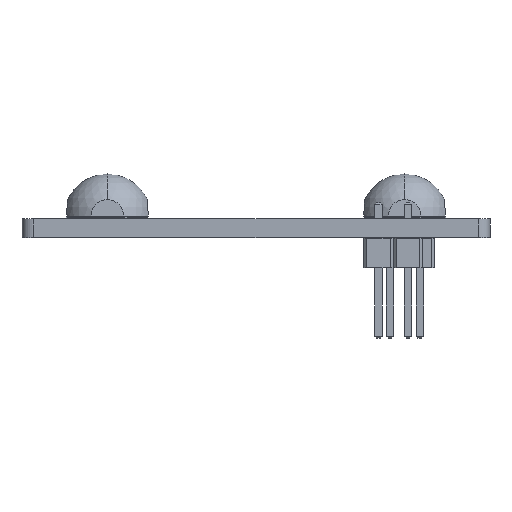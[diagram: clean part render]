
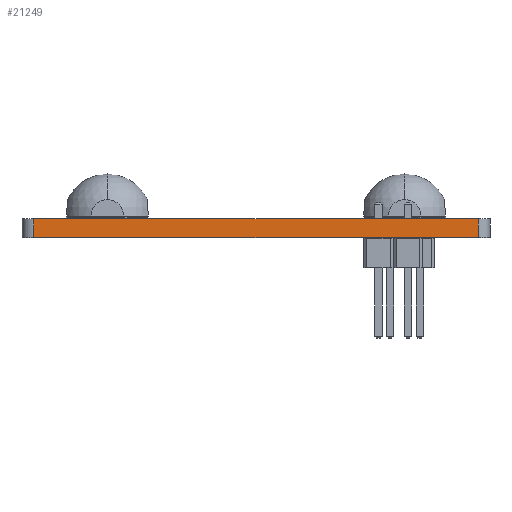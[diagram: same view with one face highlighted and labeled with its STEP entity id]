
A CAD part, front view. The second image highlights one B-rep face of the part: STEP entity #21249.
In plain terms, the highlighted planar face has unit normal (0, -1, 0).
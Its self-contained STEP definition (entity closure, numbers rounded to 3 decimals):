
#20287 = CYLINDRICAL_SURFACE('',#20288,1.);
#20288 = AXIS2_PLACEMENT_3D('',#20289,#20290,#20291);
#20289 = CARTESIAN_POINT('',(138.5,-92.,0.));
#20290 = DIRECTION('',(0.,0.,-1.));
#20291 = DIRECTION('',(1.,0.,0.));
#20315 = PLANE('',#20316);
#20316 = AXIS2_PLACEMENT_3D('',#20317,#20318,#20319);
#20317 = CARTESIAN_POINT('',(119.5,-72.,1.6));
#20318 = DIRECTION('',(0.,0.,1.));
#20319 = DIRECTION('',(1.,0.,0.));
#20369 = PLANE('',#20370);
#20370 = AXIS2_PLACEMENT_3D('',#20371,#20372,#20373);
#20371 = CARTESIAN_POINT('',(119.5,-72.,0.));
#20372 = DIRECTION('',(0.,0.,1.));
#20373 = DIRECTION('',(1.,0.,0.));
#20384 = EDGE_CURVE('',#20385,#20387,#20389,.T.);
#20385 = VERTEX_POINT('',#20386);
#20386 = CARTESIAN_POINT('',(138.5,-93.,0.));
#20387 = VERTEX_POINT('',#20388);
#20388 = CARTESIAN_POINT('',(138.5,-93.,1.6));
#20389 = SURFACE_CURVE('',#20390,(#20394,#20401),.PCURVE_S1.);
#20390 = LINE('',#20391,#20392);
#20391 = CARTESIAN_POINT('',(138.5,-93.,0.));
#20392 = VECTOR('',#20393,1.);
#20393 = DIRECTION('',(0.,0.,1.));
#20394 = PCURVE('',#20287,#20395);
#20395 = DEFINITIONAL_REPRESENTATION('',(#20396),#20400);
#20396 = LINE('',#20397,#20398);
#20397 = CARTESIAN_POINT('',(-4.712,0.));
#20398 = VECTOR('',#20399,1.);
#20399 = DIRECTION('',(0.,-1.));
#20400 = ( GEOMETRIC_REPRESENTATION_CONTEXT(2) 
PARAMETRIC_REPRESENTATION_CONTEXT() REPRESENTATION_CONTEXT('2D SPACE',''
  ) );
#20401 = PCURVE('',#20402,#20407);
#20402 = PLANE('',#20403);
#20403 = AXIS2_PLACEMENT_3D('',#20404,#20405,#20406);
#20404 = CARTESIAN_POINT('',(100.5,-93.,0.));
#20405 = DIRECTION('',(0.,1.,0.));
#20406 = DIRECTION('',(1.,0.,0.));
#20407 = DEFINITIONAL_REPRESENTATION('',(#20408),#20412);
#20408 = LINE('',#20409,#20410);
#20409 = CARTESIAN_POINT('',(38.,0.));
#20410 = VECTOR('',#20411,1.);
#20411 = DIRECTION('',(0.,-1.));
#20412 = ( GEOMETRIC_REPRESENTATION_CONTEXT(2) 
PARAMETRIC_REPRESENTATION_CONTEXT() REPRESENTATION_CONTEXT('2D SPACE',''
  ) );
#20623 = VERTEX_POINT('',#20624);
#20624 = CARTESIAN_POINT('',(100.5,-93.,0.));
#20639 = CYLINDRICAL_SURFACE('',#20640,1.);
#20640 = AXIS2_PLACEMENT_3D('',#20641,#20642,#20643);
#20641 = CARTESIAN_POINT('',(100.5,-92.,0.));
#20642 = DIRECTION('',(0.,0.,-1.));
#20643 = DIRECTION('',(1.,0.,0.));
#20651 = EDGE_CURVE('',#20623,#20385,#20652,.T.);
#20652 = SURFACE_CURVE('',#20653,(#20657,#20664),.PCURVE_S1.);
#20653 = LINE('',#20654,#20655);
#20654 = CARTESIAN_POINT('',(100.5,-93.,0.));
#20655 = VECTOR('',#20656,1.);
#20656 = DIRECTION('',(1.,0.,0.));
#20657 = PCURVE('',#20369,#20658);
#20658 = DEFINITIONAL_REPRESENTATION('',(#20659),#20663);
#20659 = LINE('',#20660,#20661);
#20660 = CARTESIAN_POINT('',(-19.,-21.));
#20661 = VECTOR('',#20662,1.);
#20662 = DIRECTION('',(1.,0.));
#20663 = ( GEOMETRIC_REPRESENTATION_CONTEXT(2) 
PARAMETRIC_REPRESENTATION_CONTEXT() REPRESENTATION_CONTEXT('2D SPACE',''
  ) );
#20664 = PCURVE('',#20402,#20665);
#20665 = DEFINITIONAL_REPRESENTATION('',(#20666),#20670);
#20666 = LINE('',#20667,#20668);
#20667 = CARTESIAN_POINT('',(0.,0.));
#20668 = VECTOR('',#20669,1.);
#20669 = DIRECTION('',(1.,0.));
#20670 = ( GEOMETRIC_REPRESENTATION_CONTEXT(2) 
PARAMETRIC_REPRESENTATION_CONTEXT() REPRESENTATION_CONTEXT('2D SPACE',''
  ) );
#20997 = VERTEX_POINT('',#20998);
#20998 = CARTESIAN_POINT('',(100.5,-93.,1.6));
#21020 = EDGE_CURVE('',#20997,#20387,#21021,.T.);
#21021 = SURFACE_CURVE('',#21022,(#21026,#21033),.PCURVE_S1.);
#21022 = LINE('',#21023,#21024);
#21023 = CARTESIAN_POINT('',(100.5,-93.,1.6));
#21024 = VECTOR('',#21025,1.);
#21025 = DIRECTION('',(1.,0.,0.));
#21026 = PCURVE('',#20315,#21027);
#21027 = DEFINITIONAL_REPRESENTATION('',(#21028),#21032);
#21028 = LINE('',#21029,#21030);
#21029 = CARTESIAN_POINT('',(-19.,-21.));
#21030 = VECTOR('',#21031,1.);
#21031 = DIRECTION('',(1.,0.));
#21032 = ( GEOMETRIC_REPRESENTATION_CONTEXT(2) 
PARAMETRIC_REPRESENTATION_CONTEXT() REPRESENTATION_CONTEXT('2D SPACE',''
  ) );
#21033 = PCURVE('',#20402,#21034);
#21034 = DEFINITIONAL_REPRESENTATION('',(#21035),#21039);
#21035 = LINE('',#21036,#21037);
#21036 = CARTESIAN_POINT('',(0.,-1.6));
#21037 = VECTOR('',#21038,1.);
#21038 = DIRECTION('',(1.,0.));
#21039 = ( GEOMETRIC_REPRESENTATION_CONTEXT(2) 
PARAMETRIC_REPRESENTATION_CONTEXT() REPRESENTATION_CONTEXT('2D SPACE',''
  ) );
#21249 = ADVANCED_FACE('',(#21250),#20402,.F.);
#21250 = FACE_BOUND('',#21251,.F.);
#21251 = EDGE_LOOP('',(#21252,#21273,#21274,#21275));
#21252 = ORIENTED_EDGE('',*,*,#21253,.T.);
#21253 = EDGE_CURVE('',#20623,#20997,#21254,.T.);
#21254 = SURFACE_CURVE('',#21255,(#21259,#21266),.PCURVE_S1.);
#21255 = LINE('',#21256,#21257);
#21256 = CARTESIAN_POINT('',(100.5,-93.,0.));
#21257 = VECTOR('',#21258,1.);
#21258 = DIRECTION('',(0.,0.,1.));
#21259 = PCURVE('',#20402,#21260);
#21260 = DEFINITIONAL_REPRESENTATION('',(#21261),#21265);
#21261 = LINE('',#21262,#21263);
#21262 = CARTESIAN_POINT('',(0.,0.));
#21263 = VECTOR('',#21264,1.);
#21264 = DIRECTION('',(0.,-1.));
#21265 = ( GEOMETRIC_REPRESENTATION_CONTEXT(2) 
PARAMETRIC_REPRESENTATION_CONTEXT() REPRESENTATION_CONTEXT('2D SPACE',''
  ) );
#21266 = PCURVE('',#20639,#21267);
#21267 = DEFINITIONAL_REPRESENTATION('',(#21268),#21272);
#21268 = LINE('',#21269,#21270);
#21269 = CARTESIAN_POINT('',(-4.712,0.));
#21270 = VECTOR('',#21271,1.);
#21271 = DIRECTION('',(0.,-1.));
#21272 = ( GEOMETRIC_REPRESENTATION_CONTEXT(2) 
PARAMETRIC_REPRESENTATION_CONTEXT() REPRESENTATION_CONTEXT('2D SPACE',''
  ) );
#21273 = ORIENTED_EDGE('',*,*,#21020,.T.);
#21274 = ORIENTED_EDGE('',*,*,#20384,.F.);
#21275 = ORIENTED_EDGE('',*,*,#20651,.F.);
